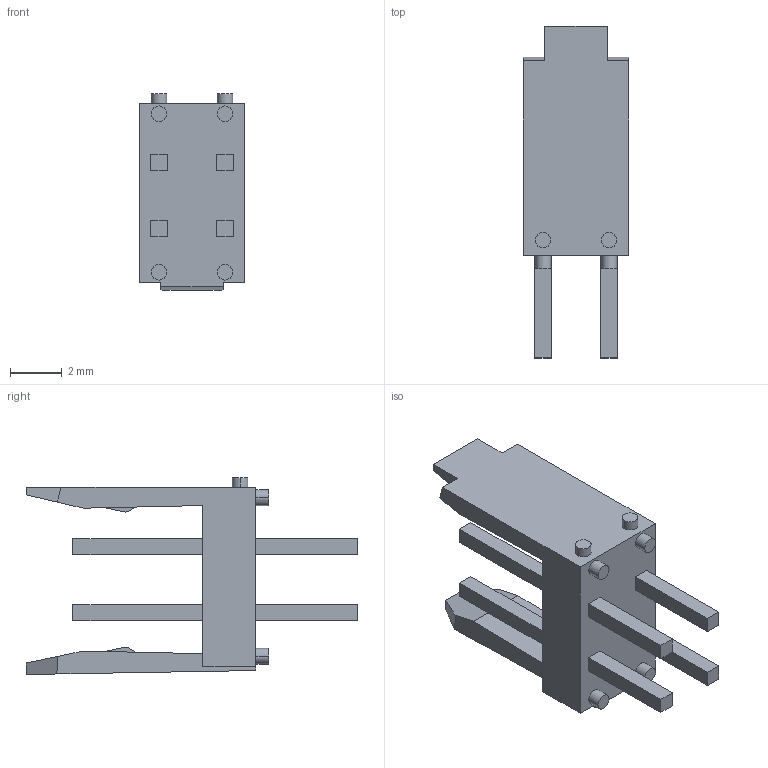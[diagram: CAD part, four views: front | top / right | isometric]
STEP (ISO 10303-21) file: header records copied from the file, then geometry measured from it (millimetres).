
FILE_DESCRIPTION((''),'2;1');
FILE_NAME('76385-302LFC','2011-08-26T',('KAyyappa'),('FCI - ELX Division'),'PRO/ENGINEER BY PARAMETRIC TECHNOLOGY CORPORATION, 2009400','PRO/ENGINEER BY PARAMETRIC TECHNOLOGY CORPORATION, 2009400','');
FILE_SCHEMA(('CONFIG_CONTROL_DESIGN'));
Length unit declared in the file: millimetre
Products named in the file (1): 76385-302LFC
Bounding box: 4.08 x 12.77 x 7.58 mm (x, y, z)
Volume: 102.7 mm3; surface area: 296.9 mm2
Topology: 1 solids, 1 shells, 90 faces, 216 edges, 144 vertices
Faces by surface type: plane 76, cylinder 14
Entity records: 2626 total; most frequent: CARTESIAN_POINT 450, ORIENTED_EDGE 432, DIRECTION 424, EDGE_CURVE 216, VECTOR 188, LINE 188, VERTEX_POINT 144, AXIS2_PLACEMENT_3D 118
